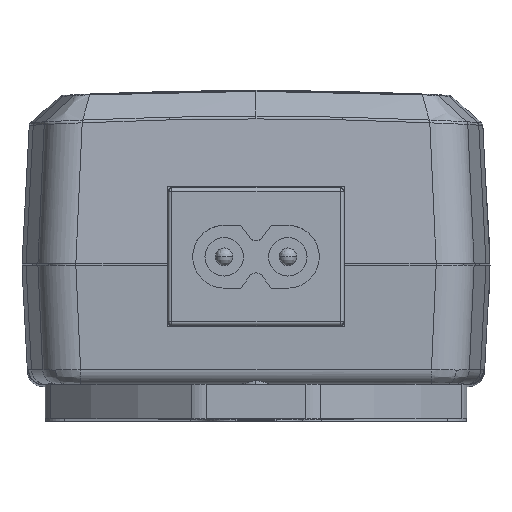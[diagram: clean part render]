
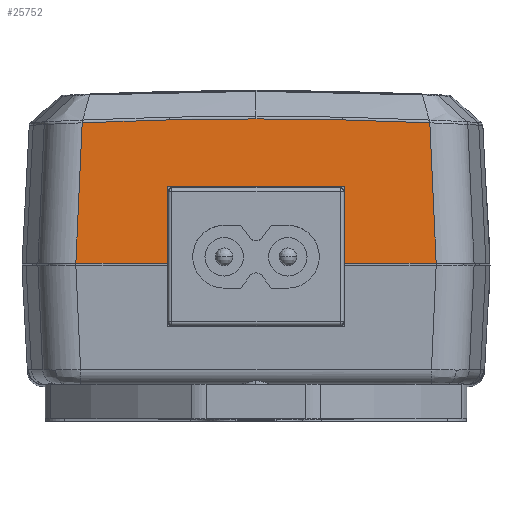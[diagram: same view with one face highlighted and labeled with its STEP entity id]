
A CAD part, top view. The second image highlights one B-rep face of the part: STEP entity #25752.
In plain terms, the highlighted planar face has unit normal (0, 0.052, 0.999).
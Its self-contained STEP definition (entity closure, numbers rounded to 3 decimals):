
#91 = EDGE_CURVE ( 'NONE', #17253, #23756, #9164, .T. ) ;
#931 = ORIENTED_EDGE ( 'NONE', *, *, #6461, .T. ) ;
#1054 = VECTOR ( 'NONE', #8962, 1000. ) ;
#1102 = CARTESIAN_POINT ( 'NONE',  ( -22.632, 18.432, 95.042 ) ) ;
#1111 = B_SPLINE_CURVE_WITH_KNOTS ( 'NONE', 3,
 ( #6626, #21284, #25647, #12977 ),
 .UNSPECIFIED., .F., .F.,
 ( 4, 4 ),
 ( 0.5, 1. ),
 .UNSPECIFIED. ) ;
#1184 = CARTESIAN_POINT ( 'NONE',  ( 11.229, 18.813, 95.022 ) ) ;
#1205 = EDGE_CURVE ( 'NONE', #22203, #7517, #1297, .T. ) ;
#1219 = CARTESIAN_POINT ( 'NONE',  ( 0., 18.937, 95.015 ) ) ;
#1297 = B_SPLINE_CURVE_WITH_KNOTS ( 'NONE', 3,
 ( #3968, #22964, #16543, #18689 ),
 .UNSPECIFIED., .F., .F.,
 ( 4, 4 ),
 ( 0., 0.5 ),
 .UNSPECIFIED. ) ;
#1509 = CARTESIAN_POINT ( 'NONE',  ( 23.483, 0.15, 96. ) ) ;
#2394 = CARTESIAN_POINT ( 'NONE',  ( 11.55, 0.15, 96. ) ) ;
#2456 = CARTESIAN_POINT ( 'NONE',  ( -11.55, 0.15, 96. ) ) ;
#2539 = CARTESIAN_POINT ( 'NONE',  ( 22.588, 18.434, 95.042 ) ) ;
#2768 = VERTEX_POINT ( 'NONE', #15396 ) ;
#2864 = VERTEX_POINT ( 'NONE', #5484 ) ;
#3067 = ORIENTED_EDGE ( 'NONE', *, *, #18367, .T. ) ;
#3656 = LINE ( 'NONE', #21579, #24801 ) ;
#3803 = CARTESIAN_POINT ( 'NONE',  ( 22.654, 18.431, 95.042 ) ) ;
#3859 = ORIENTED_EDGE ( 'NONE', *, *, #9226, .T. ) ;
#3968 = CARTESIAN_POINT ( 'NONE',  ( 0., 18.937, 95.015 ) ) ;
#5484 = CARTESIAN_POINT ( 'NONE',  ( -22.654, 18.431, 95.042 ) ) ;
#5700 = VECTOR ( 'NONE', #17199, 1000. ) ;
#5780 = EDGE_CURVE ( 'NONE', #2864, #23347, #11301, .T. ) ;
#5805 = EDGE_CURVE ( 'NONE', #2864, #23437, #13945, .T. ) ;
#5905 = CARTESIAN_POINT ( 'NONE',  ( 11.55, 0.15, 96. ) ) ;
#6259 = CARTESIAN_POINT ( 'NONE',  ( -31.251, 0.15, 96. ) ) ;
#6461 = EDGE_CURVE ( 'NONE', #22326, #18450, #14965, .T. ) ;
#6626 = CARTESIAN_POINT ( 'NONE',  ( -11.297, 18.811, 95.022 ) ) ;
#6680 = LINE ( 'NONE', #2394, #1054 ) ;
#6906 = CARTESIAN_POINT ( 'NONE',  ( 0., 18.937, 95.015 ) ) ;
#7473 = CARTESIAN_POINT ( 'NONE',  ( -22.588, 18.434, 95.042 ) ) ;
#7517 = VERTEX_POINT ( 'NONE', #17618 ) ;
#7682 = DIRECTION ( 'NONE',  ( 1., 0., 0. ) ) ;
#7800 = CARTESIAN_POINT ( 'NONE',  ( 22.93, 12.337, 95.361 ) ) ;
#8354 = VECTOR ( 'NONE', #20174, 1000. ) ;
#8366 = DIRECTION ( 'NONE',  ( 0., -0.999, 0.052 ) ) ;
#8962 = DIRECTION ( 'NONE',  ( 0., -0.999, 0.052 ) ) ;
#9164 = LINE ( 'NONE', #20217, #25332 ) ;
#9171 = ORIENTED_EDGE ( 'NONE', *, *, #16129, .T. ) ;
#9226 = EDGE_CURVE ( 'NONE', #23437, #18782, #21417, .T. ) ;
#9350 = EDGE_LOOP ( 'NONE', ( #21502, #15794, #20404, #20923, #15708, #931, #3067, #16819, #18877, #9171, #17949, #17998, #3859 ) ) ;
#10892 = CARTESIAN_POINT ( 'NONE',  ( -31.251, 0.15, 96. ) ) ;
#10964 = CARTESIAN_POINT ( 'NONE',  ( 7.487, 18.896, 95.018 ) ) ;
#11301 = B_SPLINE_CURVE_WITH_KNOTS ( 'NONE', 3,
 ( #15819, #1102, #20095, #7473 ),
 .UNSPECIFIED., .F., .F.,
 ( 4, 4 ),
 ( 0., 1. ),
 .UNSPECIFIED. ) ;
#11701 = VERTEX_POINT ( 'NONE', #5905 ) ;
#11711 = CARTESIAN_POINT ( 'NONE',  ( 22.588, 18.434, 95.042 ) ) ;
#11932 = EDGE_CURVE ( 'NONE', #18782, #17253, #3656, .T. ) ;
#12977 = CARTESIAN_POINT ( 'NONE',  ( -22.588, 18.434, 95.042 ) ) ;
#13070 = CARTESIAN_POINT ( 'NONE',  ( -11.55, 10.1, 95.479 ) ) ;
#13128 = FACE_OUTER_BOUND ( 'NONE', #9350, .T. ) ;
#13496 = CARTESIAN_POINT ( 'NONE',  ( -22.588, 18.434, 95.042 ) ) ;
#13819 = CARTESIAN_POINT ( 'NONE',  ( 15.016, 18.729, 95.026 ) ) ;
#13828 = CARTESIAN_POINT ( 'NONE',  ( -22.654, 18.431, 95.042 ) ) ;
#13896 = CARTESIAN_POINT ( 'NONE',  ( 22.588, 18.434, 95.042 ) ) ;
#13945 = LINE ( 'NONE', #13828, #8354 ) ;
#14139 = CARTESIAN_POINT ( 'NONE',  ( 23.207, 6.244, 95.681 ) ) ;
#14965 = B_SPLINE_CURVE_WITH_KNOTS ( 'NONE', 3,
 ( #15124, #25527, #25729, #2539 ),
 .UNSPECIFIED., .F., .F.,
 ( 4, 4 ),
 ( 0., 1. ),
 .UNSPECIFIED. ) ;
#15080 = VECTOR ( 'NONE', #7682, 1000. ) ;
#15124 = CARTESIAN_POINT ( 'NONE',  ( 22.654, 18.431, 95.042 ) ) ;
#15178 = CARTESIAN_POINT ( 'NONE',  ( 11.55, 10.1, 95.479 ) ) ;
#15244 = DIRECTION ( 'NONE',  ( 0., 0.999, -0.052 ) ) ;
#15396 = CARTESIAN_POINT ( 'NONE',  ( 23.483, 0.15, 96. ) ) ;
#15593 = B_SPLINE_CURVE_WITH_KNOTS ( 'NONE', 3,
 ( #22569, #7800, #14139, #1509 ),
 .UNSPECIFIED., .F., .F.,
 ( 4, 4 ),
 ( 0., 1. ),
 .UNSPECIFIED. ) ;
#15708 = ORIENTED_EDGE ( 'NONE', *, *, #20788, .F. ) ;
#15794 = ORIENTED_EDGE ( 'NONE', *, *, #91, .T. ) ;
#15819 = CARTESIAN_POINT ( 'NONE',  ( -22.654, 18.431, 95.042 ) ) ;
#16129 = EDGE_CURVE ( 'NONE', #7517, #23347, #1111, .T. ) ;
#16189 = EDGE_CURVE ( 'NONE', #22506, #22203, #23611, .T. ) ;
#16543 = CARTESIAN_POINT ( 'NONE',  ( -7.532, 18.895, 95.018 ) ) ;
#16819 = ORIENTED_EDGE ( 'NONE', *, *, #16189, .T. ) ;
#17199 = DIRECTION ( 'NONE',  ( 1., 0., 0. ) ) ;
#17253 = VERTEX_POINT ( 'NONE', #13070 ) ;
#17371 = CARTESIAN_POINT ( 'NONE',  ( 11.229, 18.813, 95.022 ) ) ;
#17618 = CARTESIAN_POINT ( 'NONE',  ( -11.297, 18.811, 95.022 ) ) ;
#17949 = ORIENTED_EDGE ( 'NONE', *, *, #5780, .F. ) ;
#17998 = ORIENTED_EDGE ( 'NONE', *, *, #5805, .T. ) ;
#18187 = EDGE_CURVE ( 'NONE', #11701, #2768, #23195, .T. ) ;
#18367 = EDGE_CURVE ( 'NONE', #18450, #22506, #20028, .T. ) ;
#18450 = VERTEX_POINT ( 'NONE', #13896 ) ;
#18689 = CARTESIAN_POINT ( 'NONE',  ( -11.297, 18.811, 95.022 ) ) ;
#18782 = VERTEX_POINT ( 'NONE', #2456 ) ;
#18877 = ORIENTED_EDGE ( 'NONE', *, *, #1205, .T. ) ;
#19533 = CARTESIAN_POINT ( 'NONE',  ( 3.744, 18.937, 95.015 ) ) ;
#20028 = B_SPLINE_CURVE_WITH_KNOTS ( 'NONE', 3,
 ( #11711, #24367, #13819, #1184 ),
 .UNSPECIFIED., .F., .F.,
 ( 4, 4 ),
 ( 0., 0.503 ),
 .UNSPECIFIED. ) ;
#20095 = CARTESIAN_POINT ( 'NONE',  ( -22.61, 18.433, 95.042 ) ) ;
#20174 = DIRECTION ( 'NONE',  ( -0.045, -0.998, 0.052 ) ) ;
#20217 = CARTESIAN_POINT ( 'NONE',  ( -31.251, 10.1, 95.479 ) ) ;
#20398 = CARTESIAN_POINT ( 'NONE',  ( -31.251, 0.15, 96. ) ) ;
#20404 = ORIENTED_EDGE ( 'NONE', *, *, #22504, .T. ) ;
#20590 = DIRECTION ( 'NONE',  ( 1., 0., 0. ) ) ;
#20788 = EDGE_CURVE ( 'NONE', #22326, #2768, #15593, .T. ) ;
#20923 = ORIENTED_EDGE ( 'NONE', *, *, #18187, .T. ) ;
#20993 = DIRECTION ( 'NONE',  ( 0., 0.052, 0.999 ) ) ;
#21284 = CARTESIAN_POINT ( 'NONE',  ( -15.061, 18.727, 95.026 ) ) ;
#21417 = LINE ( 'NONE', #20398, #15080 ) ;
#21502 = ORIENTED_EDGE ( 'NONE', *, *, #11932, .T. ) ;
#21579 = CARTESIAN_POINT ( 'NONE',  ( -11.55, 0.15, 96. ) ) ;
#21597 = CARTESIAN_POINT ( 'NONE',  ( 11.229, 18.813, 95.022 ) ) ;
#22203 = VERTEX_POINT ( 'NONE', #1219 ) ;
#22326 = VERTEX_POINT ( 'NONE', #3803 ) ;
#22504 = EDGE_CURVE ( 'NONE', #23756, #11701, #6680, .T. ) ;
#22506 = VERTEX_POINT ( 'NONE', #21597 ) ;
#22569 = CARTESIAN_POINT ( 'NONE',  ( 22.654, 18.431, 95.042 ) ) ;
#22964 = CARTESIAN_POINT ( 'NONE',  ( -3.766, 18.937, 95.015 ) ) ;
#23041 = PLANE ( 'NONE',  #25722 ) ;
#23195 = LINE ( 'NONE', #10892, #5700 ) ;
#23347 = VERTEX_POINT ( 'NONE', #13496 ) ;
#23437 = VERTEX_POINT ( 'NONE', #24318 ) ;
#23611 = B_SPLINE_CURVE_WITH_KNOTS ( 'NONE', 3,
 ( #17371, #10964, #19533, #6906 ),
 .UNSPECIFIED., .F., .F.,
 ( 4, 4 ),
 ( 0.503, 1. ),
 .UNSPECIFIED. ) ;
#23756 = VERTEX_POINT ( 'NONE', #15178 ) ;
#24318 = CARTESIAN_POINT ( 'NONE',  ( -23.483, 0.15, 96. ) ) ;
#24367 = CARTESIAN_POINT ( 'NONE',  ( 18.802, 18.603, 95.033 ) ) ;
#24801 = VECTOR ( 'NONE', #15244, 1000. ) ;
#25332 = VECTOR ( 'NONE', #20590, 1000. ) ;
#25527 = CARTESIAN_POINT ( 'NONE',  ( 22.632, 18.432, 95.042 ) ) ;
#25647 = CARTESIAN_POINT ( 'NONE',  ( -18.825, 18.602, 95.033 ) ) ;
#25722 = AXIS2_PLACEMENT_3D ( 'NONE', #6259, #20993, #8366 ) ;
#25729 = CARTESIAN_POINT ( 'NONE',  ( 22.61, 18.433, 95.042 ) ) ;
#25752 = ADVANCED_FACE ( 'NONE', ( #13128 ), #23041, .T. ) ;
